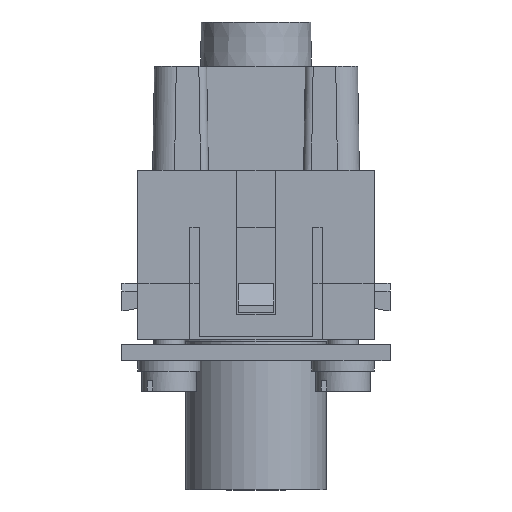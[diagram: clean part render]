
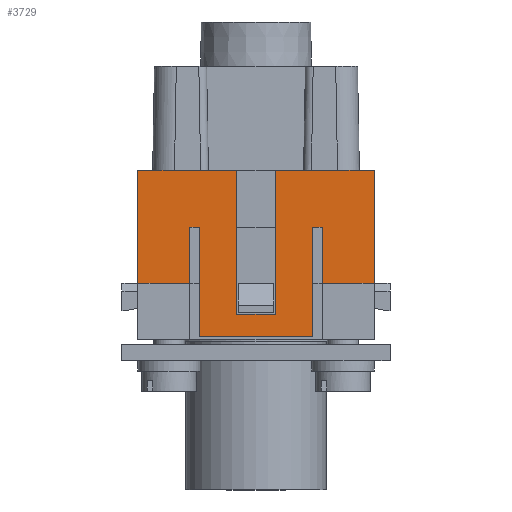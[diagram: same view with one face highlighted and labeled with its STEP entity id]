
A CAD part, left-side view. The second image highlights one B-rep face of the part: STEP entity #3729.
In plain terms, the highlighted planar face has unit normal (-1, 0, 0).
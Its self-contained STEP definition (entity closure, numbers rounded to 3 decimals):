
#3280=FACE_OUTER_BOUND('',#4819,.T.);
#3729=ADVANCED_FACE('',(#3280),#4211,.T.);
#4211=PLANE('',#13581);
#4819=EDGE_LOOP('',(#5885,#5886,#5887,#5888,#5889,#5890,#5891,#5892,#5893,
#5894,#5895,#5896,#5897,#5898,#5899,#5900));
#5885=ORIENTED_EDGE('',*,*,#9148,.T.);
#5886=ORIENTED_EDGE('',*,*,#9160,.T.);
#5887=ORIENTED_EDGE('',*,*,#9158,.T.);
#5888=ORIENTED_EDGE('',*,*,#9153,.T.);
#5889=ORIENTED_EDGE('',*,*,#9156,.T.);
#5890=ORIENTED_EDGE('',*,*,#8807,.T.);
#5891=ORIENTED_EDGE('',*,*,#9142,.T.);
#5892=ORIENTED_EDGE('',*,*,#9171,.T.);
#5893=ORIENTED_EDGE('',*,*,#9135,.F.);
#5894=ORIENTED_EDGE('',*,*,#9172,.T.);
#5895=ORIENTED_EDGE('',*,*,#9169,.T.);
#5896=ORIENTED_EDGE('',*,*,#9162,.T.);
#5897=ORIENTED_EDGE('',*,*,#9164,.T.);
#5898=ORIENTED_EDGE('',*,*,#9173,.T.);
#5899=ORIENTED_EDGE('',*,*,#9174,.F.);
#5900=ORIENTED_EDGE('',*,*,#9175,.T.);
#7916=VERTEX_POINT('',#16717);
#7917=VERTEX_POINT('',#16719);
#8172=VERTEX_POINT('',#17507);
#8173=VERTEX_POINT('',#17509);
#8179=VERTEX_POINT('',#17538);
#8181=VERTEX_POINT('',#17550);
#8182=VERTEX_POINT('',#17552);
#8184=VERTEX_POINT('',#17560);
#8186=VERTEX_POINT('',#17564);
#8188=VERTEX_POINT('',#17574);
#8189=VERTEX_POINT('',#17580);
#8190=VERTEX_POINT('',#17582);
#8191=VERTEX_POINT('',#17586);
#8194=VERTEX_POINT('',#17596);
#8195=VERTEX_POINT('',#17605);
#8196=VERTEX_POINT('',#17607);
#8807=EDGE_CURVE('',#7916,#7917,#10785,.T.);
#9135=EDGE_CURVE('',#8172,#8173,#11045,.T.);
#9142=EDGE_CURVE('',#7917,#8179,#11047,.T.);
#9148=EDGE_CURVE('',#8182,#8181,#11052,.T.);
#9153=EDGE_CURVE('',#8184,#8186,#11056,.T.);
#9156=EDGE_CURVE('',#8186,#7916,#11059,.T.);
#9158=EDGE_CURVE('',#8188,#8184,#11061,.T.);
#9160=EDGE_CURVE('',#8181,#8188,#11063,.T.);
#9162=EDGE_CURVE('',#8190,#8189,#11065,.T.);
#9164=EDGE_CURVE('',#8189,#8191,#11067,.T.);
#9169=EDGE_CURVE('',#8194,#8190,#11072,.T.);
#9171=EDGE_CURVE('',#8179,#8173,#10103,.T.);
#9172=EDGE_CURVE('',#8172,#8194,#11074,.T.);
#9173=EDGE_CURVE('',#8191,#8195,#11075,.T.);
#9174=EDGE_CURVE('',#8196,#8195,#11076,.T.);
#9175=EDGE_CURVE('',#8196,#8182,#10104,.T.);
#10103=B_SPLINE_CURVE_WITH_KNOTS('',3,(#17599,#17600,#17601,#17602),
 .UNSPECIFIED.,.F.,.F.,(4,4),(0.,1.),.UNSPECIFIED.);
#10104=B_SPLINE_CURVE_WITH_KNOTS('',3,(#17608,#17609,#17610,#17611),
 .UNSPECIFIED.,.F.,.F.,(4,4),(0.,1.),.UNSPECIFIED.);
#10785=LINE('',#16720,#11812);
#11045=LINE('',#17508,#12072);
#11047=LINE('',#17537,#12074);
#11052=LINE('',#17551,#12079);
#11056=LINE('',#17565,#12083);
#11059=LINE('',#17570,#12086);
#11061=LINE('',#17573,#12088);
#11063=LINE('',#17577,#12090);
#11065=LINE('',#17581,#12092);
#11067=LINE('',#17585,#12094);
#11072=LINE('',#17595,#12099);
#11074=LINE('',#17603,#12101);
#11075=LINE('',#17604,#12102);
#11076=LINE('',#17606,#12103);
#11812=VECTOR('',#14263,1.);
#12072=VECTOR('',#14781,1.);
#12074=VECTOR('',#14785,1.);
#12079=VECTOR('',#14794,1.);
#12083=VECTOR('',#14800,1.);
#12086=VECTOR('',#14805,1.);
#12088=VECTOR('',#14809,1.);
#12090=VECTOR('',#14813,1.);
#12092=VECTOR('',#14817,1.);
#12094=VECTOR('',#14821,1.);
#12099=VECTOR('',#14830,1.);
#12101=VECTOR('',#14834,1.);
#12102=VECTOR('',#14835,1.);
#12103=VECTOR('',#14836,1.);
#13581=AXIS2_PLACEMENT_3D('',#17612,#14837,#14838);
#14263=DIRECTION('',(0.,-1.,0.));
#14781=DIRECTION('',(0.,0.,-1.));
#14785=DIRECTION('',(0.,0.,-1.));
#14794=DIRECTION('',(0.,0.,1.));
#14800=DIRECTION('',(0.,-1.,0.));
#14805=DIRECTION('',(0.,0.,1.));
#14809=DIRECTION('',(0.,0.,-1.));
#14813=DIRECTION('',(0.,-1.,0.));
#14817=DIRECTION('',(0.,1.,0.));
#14821=DIRECTION('',(0.,0.,1.));
#14830=DIRECTION('',(0.,0.,-1.));
#14834=DIRECTION('',(0.,1.,0.));
#14835=DIRECTION('',(0.,1.,0.));
#14836=DIRECTION('',(0.,0.,1.));
#14837=DIRECTION('',(-1.,0.,0.));
#14838=DIRECTION('',(0.,1.,0.));
#16717=CARTESIAN_POINT('',(-22.025,-7.25,10.7));
#16719=CARTESIAN_POINT('',(-22.025,-8.49,10.7));
#16720=CARTESIAN_POINT('',(-22.025,-7.25,10.7));
#17507=CARTESIAN_POINT('',(-22.025,-15.15,18.));
#17508=CARTESIAN_POINT('',(-22.025,-15.15,18.));
#17509=CARTESIAN_POINT('',(-22.03,-15.155,3.5));
#17537=CARTESIAN_POINT('',(-22.025,-8.49,10.7));
#17538=CARTESIAN_POINT('',(-22.03,-8.495,3.5));
#17550=CARTESIAN_POINT('',(-22.025,8.49,10.7));
#17551=CARTESIAN_POINT('',(-22.025,8.49,3.5));
#17552=CARTESIAN_POINT('',(-22.03,8.495,3.5));
#17560=CARTESIAN_POINT('',(-22.025,7.25,-3.3));
#17564=CARTESIAN_POINT('',(-22.025,-7.25,-3.3));
#17565=CARTESIAN_POINT('',(-22.025,7.25,-3.3));
#17570=CARTESIAN_POINT('',(-22.025,-7.25,-3.3));
#17573=CARTESIAN_POINT('',(-22.025,7.25,10.7));
#17574=CARTESIAN_POINT('',(-22.025,7.25,10.7));
#17577=CARTESIAN_POINT('',(-22.025,8.5,10.7));
#17580=CARTESIAN_POINT('',(-22.025,2.5,-0.5));
#17581=CARTESIAN_POINT('',(-22.025,-2.5,-0.5));
#17582=CARTESIAN_POINT('',(-22.025,-2.5,-0.5));
#17585=CARTESIAN_POINT('',(-22.025,2.5,-0.5));
#17586=CARTESIAN_POINT('',(-22.025,2.5,18.));
#17595=CARTESIAN_POINT('',(-22.025,-2.5,18.));
#17596=CARTESIAN_POINT('',(-22.025,-2.5,18.));
#17599=CARTESIAN_POINT('',(-22.025,-8.49,3.5));
#17600=CARTESIAN_POINT('',(-22.025,-10.71,3.5));
#17601=CARTESIAN_POINT('',(-22.025,-12.93,3.5));
#17602=CARTESIAN_POINT('',(-22.025,-15.15,3.5));
#17603=CARTESIAN_POINT('',(-22.025,-15.15,18.));
#17604=CARTESIAN_POINT('',(-22.025,2.5,18.));
#17605=CARTESIAN_POINT('',(-22.025,15.15,18.));
#17606=CARTESIAN_POINT('',(-22.025,15.15,3.5));
#17607=CARTESIAN_POINT('',(-22.03,15.155,3.5));
#17608=CARTESIAN_POINT('',(-22.025,15.15,3.5));
#17609=CARTESIAN_POINT('',(-22.025,12.93,3.5));
#17610=CARTESIAN_POINT('',(-22.025,10.71,3.5));
#17611=CARTESIAN_POINT('',(-22.025,8.49,3.5));
#17612=CARTESIAN_POINT('',(-22.025,-15.25,21.1));
